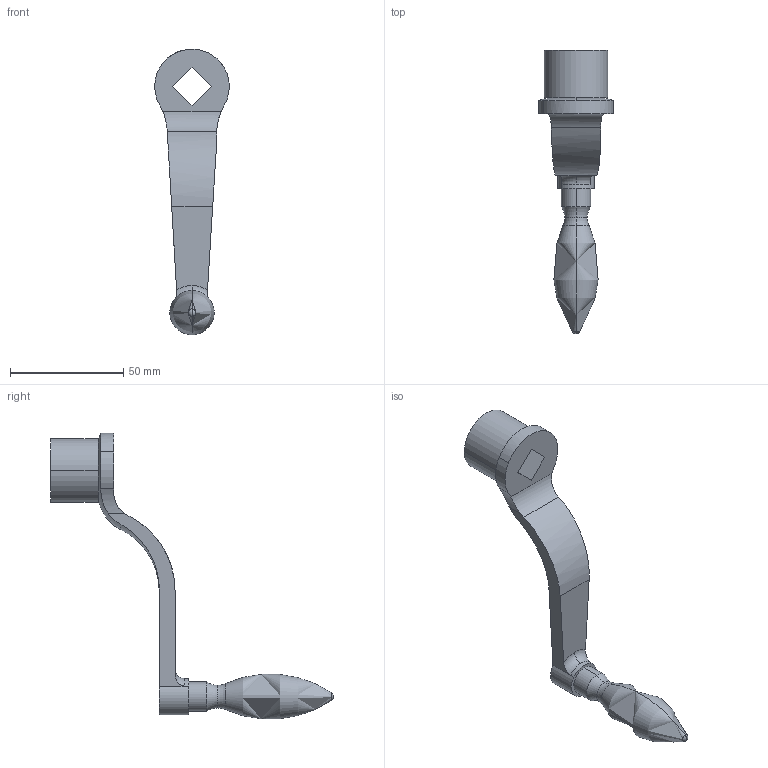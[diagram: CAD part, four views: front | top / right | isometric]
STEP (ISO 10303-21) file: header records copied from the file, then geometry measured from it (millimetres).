
FILE_DESCRIPTION(('STEP AP214'),'1');
FILE_NAME(' ',' ',('TraceParts'),('TraceParts S.A.'),'XStep 1.0',' ',' ');
FILE_SCHEMA(('automotive_design'));
Length unit declared in the file: millimetre
Products named in the file (1): 1
Bounding box: 33 x 125 x 126.33 mm (x, y, z)
Volume: 39994.1 mm3; surface area: 13908 mm2
Topology: 1 solids, 1 shells, 41 faces, 102 edges, 64 vertices
Faces by surface type: cylinder 14, plane 13, torus 12, sphere 2
Entity records: 2536 total; most frequent: CARTESIAN_POINT 363, DIRECTION 228, STYLED_ITEM 206, PRESENTATION_STYLE_ASSIGNMENT 206, COLOUR_RGB 206, ORIENTED_EDGE 200, EDGE_CURVE 100, CURVE_STYLE 100
